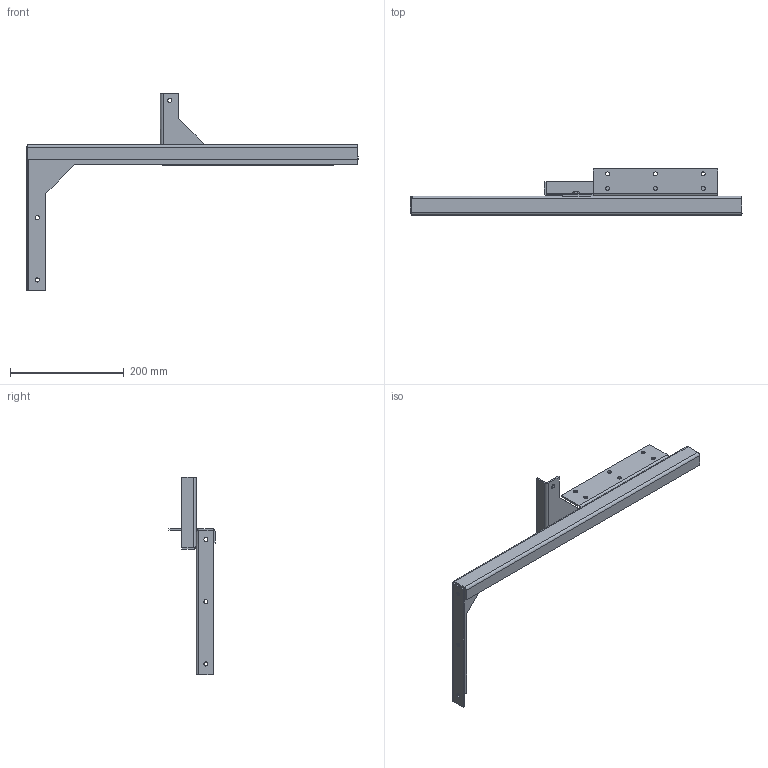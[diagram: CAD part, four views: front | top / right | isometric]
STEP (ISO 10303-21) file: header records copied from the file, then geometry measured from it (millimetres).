
FILE_DESCRIPTION (( 'STEP AP203' ), '1' );
FILE_NAME ('CWHW8.step', '2024-04-25T14:58:08', ( '' ), ( '' ), 'SwSTEP 2.0', 'SolidWorks 2023', '' );
FILE_SCHEMA (( 'CONFIG_CONTROL_DESIGN' ));
Length unit declared in the file: inch
Products named in the file (1): CWHW8
Bounding box: 584.2 x 80.96 x 347.74 mm (x, y, z)
Volume: 309242.3 mm3; surface area: 207422.1 mm2
Topology: 6 solids, 6 shells, 226 faces, 602 edges, 394 vertices
Faces by surface type: cylinder 106, plane 100, bspline 20
Entity records: 7809 total; most frequent: CARTESIAN_POINT 1939, ORIENTED_EDGE 1204, DIRECTION 1164, EDGE_CURVE 602, AXIS2_PLACEMENT_3D 411, VERTEX_POINT 394, LINE 342, VECTOR 342
